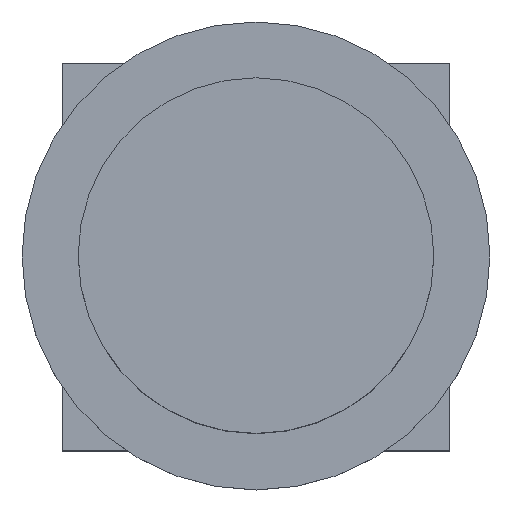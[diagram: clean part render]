
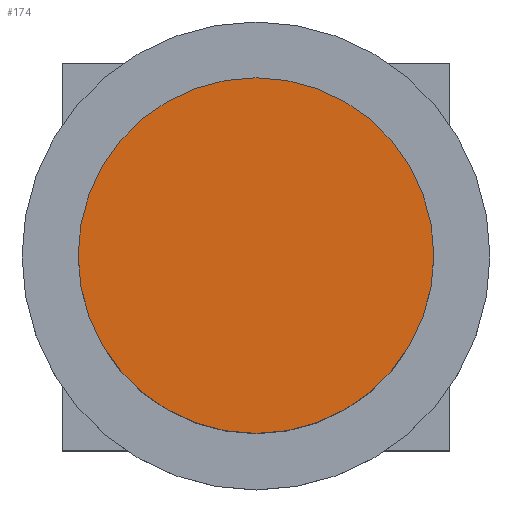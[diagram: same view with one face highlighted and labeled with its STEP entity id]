
A CAD part, top view. The second image highlights one B-rep face of the part: STEP entity #174.
In plain terms, the highlighted planar face has unit normal (0, 0, 1).
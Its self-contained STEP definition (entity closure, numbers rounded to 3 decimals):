
#20=PLANE('',#205);
#31=FACE_OUTER_BOUND('',#45,.T.);
#45=EDGE_LOOP('',(#137));
#88=CIRCLE('',#204,2.85);
#94=VERTEX_POINT('',#281);
#109=EDGE_CURVE('',#94,#94,#88,.T.);
#137=ORIENTED_EDGE('',*,*,#109,.T.);
#174=ADVANCED_FACE('',(#31),#20,.T.);
#204=AXIS2_PLACEMENT_3D('',#282,#233,#234);
#205=AXIS2_PLACEMENT_3D('',#284,#236,#237);
#233=DIRECTION('center_axis',(0.,0.,1.));
#234=DIRECTION('ref_axis',(-1.,0.,0.));
#236=DIRECTION('center_axis',(0.,0.,1.));
#237=DIRECTION('ref_axis',(-1.,0.,0.));
#281=CARTESIAN_POINT('',(2.85,0.,18.7));
#282=CARTESIAN_POINT('Origin',(0.,0.,18.7));
#284=CARTESIAN_POINT('Origin',(0.,0.,18.7));
